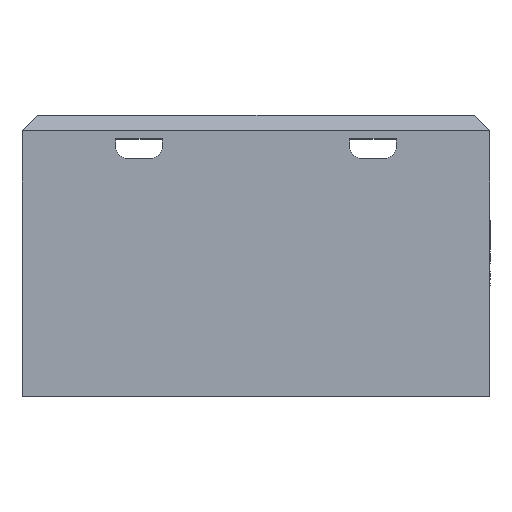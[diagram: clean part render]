
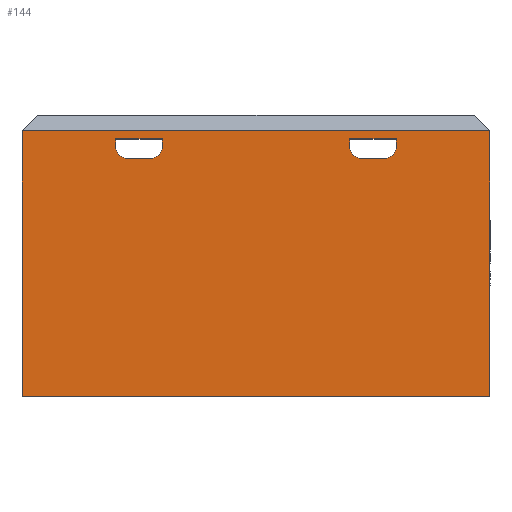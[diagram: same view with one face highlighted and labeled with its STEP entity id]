
A CAD part, top view. The second image highlights one B-rep face of the part: STEP entity #144.
In plain terms, the highlighted planar face has unit normal (0, 0, 1).
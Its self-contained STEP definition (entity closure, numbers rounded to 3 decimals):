
#5 = EDGE_CURVE ( 'NONE', #2432, #619, #598, .T. ) ;
#44 = EDGE_LOOP ( 'NONE', ( #1029, #822, #343, #1872 ) ) ;
#55 = DIRECTION ( 'NONE',  ( -1., 0., 0. ) ) ;
#72 = VERTEX_POINT ( 'NONE', #2945 ) ;
#78 = CARTESIAN_POINT ( 'NONE',  ( -30., -16.5, 33. ) ) ;
#144 = ADVANCED_FACE ( 'NONE', ( #887, #833, #1374 ), #2685, .F. ) ;
#146 = DIRECTION ( 'NONE',  ( 1., 0., 0. ) ) ;
#159 = LINE ( 'NONE', #2047, #404 ) ;
#176 = CARTESIAN_POINT ( 'NONE',  ( -18., 16.5, 33. ) ) ;
#182 = CARTESIAN_POINT ( 'NONE',  ( -16.5, 14., 33. ) ) ;
#272 = CARTESIAN_POINT ( 'NONE',  ( 30., -16.5, 33. ) ) ;
#314 = CARTESIAN_POINT ( 'NONE',  ( -30., 17.5, 33. ) ) ;
#330 = DIRECTION ( 'NONE',  ( -1., 0., 0. ) ) ;
#333 = LINE ( 'NONE', #78, #2499 ) ;
#343 = ORIENTED_EDGE ( 'NONE', *, *, #2269, .T. ) ;
#346 = VERTEX_POINT ( 'NONE', #1866 ) ;
#359 = VERTEX_POINT ( 'NONE', #2853 ) ;
#363 = CARTESIAN_POINT ( 'NONE',  ( -18., 14., 33. ) ) ;
#364 = ORIENTED_EDGE ( 'NONE', *, *, #3214, .F. ) ;
#399 = VECTOR ( 'NONE', #3064, 1000. ) ;
#404 = VECTOR ( 'NONE', #3107, 1000. ) ;
#433 = LINE ( 'NONE', #755, #1915 ) ;
#466 = VERTEX_POINT ( 'NONE', #272 ) ;
#492 = CARTESIAN_POINT ( 'NONE',  ( 18., 14., 33. ) ) ;
#524 = VECTOR ( 'NONE', #1701, 1000. ) ;
#575 = CARTESIAN_POINT ( 'NONE',  ( 13.5, 15.5, 33. ) ) ;
#598 = CIRCLE ( 'NONE', #2549, 1.5 ) ;
#617 = DIRECTION ( 'NONE',  ( 0., 1., 0. ) ) ;
#619 = VERTEX_POINT ( 'NONE', #2658 ) ;
#676 = CARTESIAN_POINT ( 'NONE',  ( 18., 15.5, 33. ) ) ;
#684 = VECTOR ( 'NONE', #146, 1000. ) ;
#701 = CARTESIAN_POINT ( 'NONE',  ( 16.5, 15.5, 33. ) ) ;
#720 = LINE ( 'NONE', #1787, #3359 ) ;
#730 = ORIENTED_EDGE ( 'NONE', *, *, #2509, .F. ) ;
#734 = VERTEX_POINT ( 'NONE', #2954 ) ;
#755 = CARTESIAN_POINT ( 'NONE',  ( -30., -16.5, 33. ) ) ;
#822 = ORIENTED_EDGE ( 'NONE', *, *, #3188, .T. ) ;
#826 = AXIS2_PLACEMENT_3D ( 'NONE', #1407, #2441, #55 ) ;
#833 = FACE_BOUND ( 'NONE', #2304, .T. ) ;
#878 = DIRECTION ( 'NONE',  ( 0., 0., -1. ) ) ;
#886 = LINE ( 'NONE', #1947, #1107 ) ;
#887 = FACE_OUTER_BOUND ( 'NONE', #44, .T. ) ;
#930 = ORIENTED_EDGE ( 'NONE', *, *, #2826, .F. ) ;
#949 = CARTESIAN_POINT ( 'NONE',  ( 30., 17.5, 33. ) ) ;
#1021 = DIRECTION ( 'NONE',  ( -1., 0., 0. ) ) ;
#1029 = ORIENTED_EDGE ( 'NONE', *, *, #1465, .T. ) ;
#1043 = VERTEX_POINT ( 'NONE', #3102 ) ;
#1046 = CARTESIAN_POINT ( 'NONE',  ( -13.5, 15.5, 33. ) ) ;
#1074 = VECTOR ( 'NONE', #2497, 1000. ) ;
#1107 = VECTOR ( 'NONE', #617, 1000. ) ;
#1124 = CARTESIAN_POINT ( 'NONE',  ( -30., -16.5, 33. ) ) ;
#1156 = LINE ( 'NONE', #363, #1074 ) ;
#1244 = DIRECTION ( 'NONE',  ( 0., 0., -1. ) ) ;
#1261 = LINE ( 'NONE', #176, #3248 ) ;
#1309 = VERTEX_POINT ( 'NONE', #182 ) ;
#1374 = FACE_BOUND ( 'NONE', #1614, .T. ) ;
#1407 = CARTESIAN_POINT ( 'NONE',  ( 0., 0., 33. ) ) ;
#1429 = CARTESIAN_POINT ( 'NONE',  ( -30., 17.5, 33. ) ) ;
#1433 = EDGE_CURVE ( 'NONE', #3038, #3323, #2846, .T. ) ;
#1442 = ORIENTED_EDGE ( 'NONE', *, *, #3292, .T. ) ;
#1465 = EDGE_CURVE ( 'NONE', #466, #2542, #159, .T. ) ;
#1485 = DIRECTION ( 'NONE',  ( 1., 0., 0. ) ) ;
#1500 = DIRECTION ( 'NONE',  ( 1., 0., 0. ) ) ;
#1524 = CIRCLE ( 'NONE', #2088, 1.5 ) ;
#1555 = LINE ( 'NONE', #2286, #399 ) ;
#1565 = VERTEX_POINT ( 'NONE', #314 ) ;
#1614 = EDGE_LOOP ( 'NONE', ( #2524, #1442, #1757, #2981, #2397, #2028 ) ) ;
#1701 = DIRECTION ( 'NONE',  ( 0., 1., 0. ) ) ;
#1757 = ORIENTED_EDGE ( 'NONE', *, *, #1981, .F. ) ;
#1787 = CARTESIAN_POINT ( 'NONE',  ( 12., 16.5, 33. ) ) ;
#1811 = LINE ( 'NONE', #2012, #684 ) ;
#1866 = CARTESIAN_POINT ( 'NONE',  ( -18., 16.5, 33. ) ) ;
#1872 = ORIENTED_EDGE ( 'NONE', *, *, #3250, .T. ) ;
#1891 = DIRECTION ( 'NONE',  ( -1., 0., 0. ) ) ;
#1915 = VECTOR ( 'NONE', #1500, 1000. ) ;
#1941 = DIRECTION ( 'NONE',  ( -1., 0., 0. ) ) ;
#1947 = CARTESIAN_POINT ( 'NONE',  ( 18., 16.5, 33. ) ) ;
#1981 = EDGE_CURVE ( 'NONE', #3302, #734, #886, .T. ) ;
#2012 = CARTESIAN_POINT ( 'NONE',  ( -30., 16.5, 33. ) ) ;
#2028 = ORIENTED_EDGE ( 'NONE', *, *, #2344, .T. ) ;
#2047 = CARTESIAN_POINT ( 'NONE',  ( 30., -16.5, 33. ) ) ;
#2088 = AXIS2_PLACEMENT_3D ( 'NONE', #701, #1244, #1021 ) ;
#2113 = DIRECTION ( 'NONE',  ( 0., 0., -1. ) ) ;
#2182 = LINE ( 'NONE', #1429, #2857 ) ;
#2223 = LINE ( 'NONE', #3016, #524 ) ;
#2269 = EDGE_CURVE ( 'NONE', #1565, #2437, #333, .T. ) ;
#2286 = CARTESIAN_POINT ( 'NONE',  ( -30., 16.5, 33. ) ) ;
#2304 = EDGE_LOOP ( 'NONE', ( #2768, #930, #3233, #364, #2704, #730 ) ) ;
#2344 = EDGE_CURVE ( 'NONE', #3038, #72, #3019, .T. ) ;
#2360 = AXIS2_PLACEMENT_3D ( 'NONE', #2462, #878, #1941 ) ;
#2397 = ORIENTED_EDGE ( 'NONE', *, *, #1433, .F. ) ;
#2432 = VERTEX_POINT ( 'NONE', #2537 ) ;
#2437 = VERTEX_POINT ( 'NONE', #1124 ) ;
#2441 = DIRECTION ( 'NONE',  ( 0., 0., -1. ) ) ;
#2462 = CARTESIAN_POINT ( 'NONE',  ( -16.5, 15.5, 33. ) ) ;
#2497 = DIRECTION ( 'NONE',  ( 1., 0., 0. ) ) ;
#2499 = VECTOR ( 'NONE', #3263, 1000. ) ;
#2508 = EDGE_CURVE ( 'NONE', #346, #3047, #1811, .T. ) ;
#2509 = EDGE_CURVE ( 'NONE', #346, #359, #1261, .T. ) ;
#2522 = EDGE_CURVE ( 'NONE', #3302, #3323, #1524, .T. ) ;
#2524 = ORIENTED_EDGE ( 'NONE', *, *, #2975, .F. ) ;
#2537 = CARTESIAN_POINT ( 'NONE',  ( -12., 15.5, 33. ) ) ;
#2542 = VERTEX_POINT ( 'NONE', #949 ) ;
#2549 = AXIS2_PLACEMENT_3D ( 'NONE', #1046, #2113, #3167 ) ;
#2635 = CIRCLE ( 'NONE', #2360, 1.5 ) ;
#2645 = VECTOR ( 'NONE', #1485, 1000. ) ;
#2658 = CARTESIAN_POINT ( 'NONE',  ( -13.5, 14., 33. ) ) ;
#2685 = PLANE ( 'NONE',  #826 ) ;
#2704 = ORIENTED_EDGE ( 'NONE', *, *, #3210, .T. ) ;
#2768 = ORIENTED_EDGE ( 'NONE', *, *, #2508, .T. ) ;
#2826 = EDGE_CURVE ( 'NONE', #2432, #3047, #2223, .T. ) ;
#2846 = LINE ( 'NONE', #492, #2645 ) ;
#2848 = DIRECTION ( 'NONE',  ( 0., -1., 0. ) ) ;
#2853 = CARTESIAN_POINT ( 'NONE',  ( -18., 15.5, 33. ) ) ;
#2857 = VECTOR ( 'NONE', #330, 1000. ) ;
#2881 = CARTESIAN_POINT ( 'NONE',  ( 16.5, 14., 33. ) ) ;
#2945 = CARTESIAN_POINT ( 'NONE',  ( 12., 15.5, 33. ) ) ;
#2954 = CARTESIAN_POINT ( 'NONE',  ( 18., 16.5, 33. ) ) ;
#2975 = EDGE_CURVE ( 'NONE', #1043, #72, #720, .T. ) ;
#2981 = ORIENTED_EDGE ( 'NONE', *, *, #2522, .T. ) ;
#3016 = CARTESIAN_POINT ( 'NONE',  ( -12., 16.5, 33. ) ) ;
#3019 = CIRCLE ( 'NONE', #3194, 1.5 ) ;
#3038 = VERTEX_POINT ( 'NONE', #3212 ) ;
#3047 = VERTEX_POINT ( 'NONE', #3145 ) ;
#3064 = DIRECTION ( 'NONE',  ( 1., 0., 0. ) ) ;
#3102 = CARTESIAN_POINT ( 'NONE',  ( 12., 16.5, 33. ) ) ;
#3107 = DIRECTION ( 'NONE',  ( 0., 1., 0. ) ) ;
#3145 = CARTESIAN_POINT ( 'NONE',  ( -12., 16.5, 33. ) ) ;
#3167 = DIRECTION ( 'NONE',  ( -1., 0., 0. ) ) ;
#3188 = EDGE_CURVE ( 'NONE', #2542, #1565, #2182, .T. ) ;
#3194 = AXIS2_PLACEMENT_3D ( 'NONE', #575, #3208, #1891 ) ;
#3208 = DIRECTION ( 'NONE',  ( 0., 0., -1. ) ) ;
#3210 = EDGE_CURVE ( 'NONE', #1309, #359, #2635, .T. ) ;
#3212 = CARTESIAN_POINT ( 'NONE',  ( 13.5, 14., 33. ) ) ;
#3214 = EDGE_CURVE ( 'NONE', #1309, #619, #1156, .T. ) ;
#3233 = ORIENTED_EDGE ( 'NONE', *, *, #5, .T. ) ;
#3248 = VECTOR ( 'NONE', #3349, 1000. ) ;
#3250 = EDGE_CURVE ( 'NONE', #2437, #466, #433, .T. ) ;
#3263 = DIRECTION ( 'NONE',  ( 0., -1., 0. ) ) ;
#3292 = EDGE_CURVE ( 'NONE', #1043, #734, #1555, .T. ) ;
#3302 = VERTEX_POINT ( 'NONE', #676 ) ;
#3323 = VERTEX_POINT ( 'NONE', #2881 ) ;
#3349 = DIRECTION ( 'NONE',  ( 0., -1., 0. ) ) ;
#3359 = VECTOR ( 'NONE', #2848, 1000. ) ;
